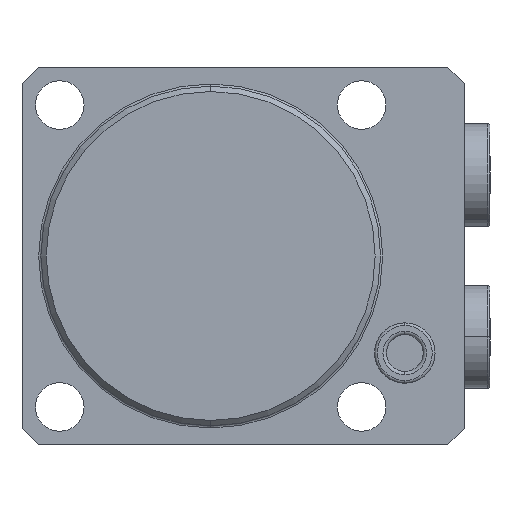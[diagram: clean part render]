
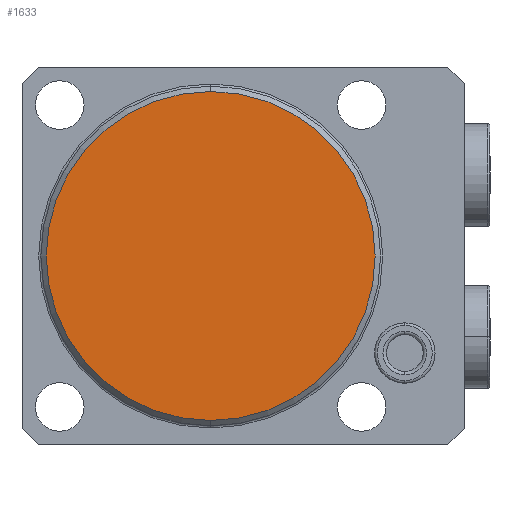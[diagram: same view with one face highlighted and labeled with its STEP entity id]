
A CAD part, front view. The second image highlights one B-rep face of the part: STEP entity #1633.
In plain terms, the highlighted planar face has unit normal (0, -1, 0).
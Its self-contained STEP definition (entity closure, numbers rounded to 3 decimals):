
#255 = AXIS2_PLACEMENT_3D ( 'NONE', #1289, #1288, #1287 ) ;
#749 = ORIENTED_EDGE ( 'NONE', *, *, #5976, .T. ) ;
#750 = ORIENTED_EDGE ( 'NONE', *, *, #6131, .T. ) ;
#1287 = DIRECTION ( 'NONE',  ( 0., 0., 1. ) ) ;
#1288 = DIRECTION ( 'NONE',  ( 0., -1., 0. ) ) ;
#1289 = CARTESIAN_POINT ( 'NONE',  ( 0., -54., 0. ) ) ;
#1633 = ADVANCED_FACE ( 'NONE', ( #3094 ), #7860, .F. ) ;
#2238 = EDGE_LOOP ( 'NONE', ( #749, #750 ) ) ;
#3094 = FACE_OUTER_BOUND ( 'NONE', #2238, .T. ) ;
#3591 = DIRECTION ( 'NONE',  ( 0., 0., 1. ) ) ;
#3592 = DIRECTION ( 'NONE',  ( 0., -1., 0. ) ) ;
#3593 = CARTESIAN_POINT ( 'NONE',  ( 0., -54., 0. ) ) ;
#5192 = VERTEX_POINT ( 'NONE', #7376 ) ;
#5196 = VERTEX_POINT ( 'NONE', #7359 ) ;
#5563 = AXIS2_PLACEMENT_3D ( 'NONE', #3593, #3592, #3591 ) ;
#5784 = AXIS2_PLACEMENT_3D ( 'NONE', #7864, #7856, #7854 ) ;
#5976 = EDGE_CURVE ( 'NONE', #5192, #5196, #6601, .T. ) ;
#6131 = EDGE_CURVE ( 'NONE', #5196, #5192, #6375, .T. ) ;
#6375 = CIRCLE ( 'NONE', #255, 30.5 ) ;
#6601 = CIRCLE ( 'NONE', #5563, 30.5 ) ;
#7359 = CARTESIAN_POINT ( 'NONE',  ( 0., -54., -30.5 ) ) ;
#7376 = CARTESIAN_POINT ( 'NONE',  ( 0., -54., 30.5 ) ) ;
#7854 = DIRECTION ( 'NONE',  ( 0., 0., 1. ) ) ;
#7856 = DIRECTION ( 'NONE',  ( 0., 1., 0. ) ) ;
#7860 = PLANE ( 'NONE',  #5784 ) ;
#7864 = CARTESIAN_POINT ( 'NONE',  ( 0., -54., 0. ) ) ;
